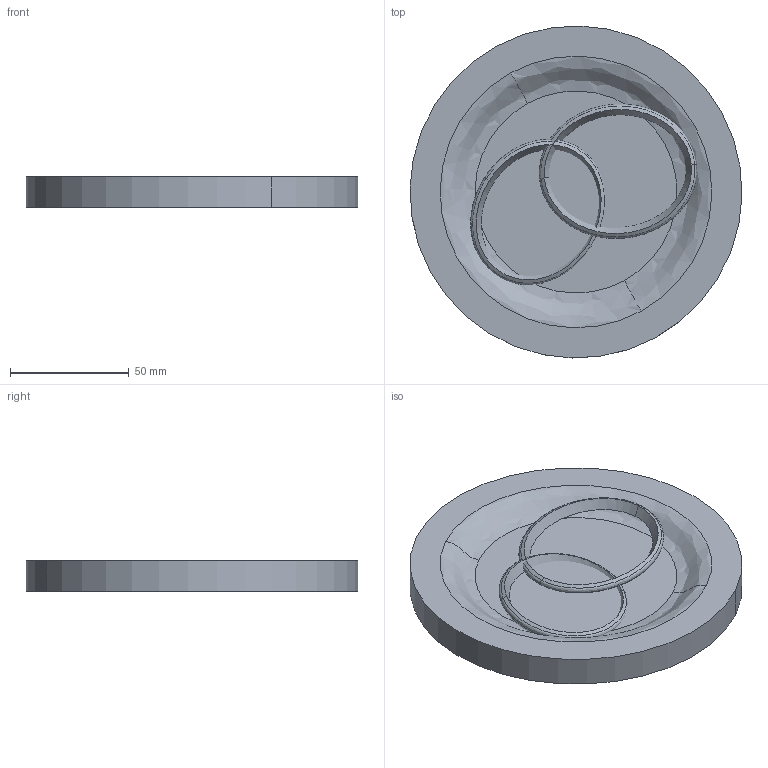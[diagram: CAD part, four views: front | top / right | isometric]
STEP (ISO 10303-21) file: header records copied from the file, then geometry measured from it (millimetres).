
FILE_DESCRIPTION(('CATIA V5 STEP Exchange'),'2;1');
FILE_NAME('AR Plate HalfSize.stp','2020-02-04T16:23:05+00:00',('none'),('none'),'CATIA Version 5 Release 16 (IN-10)','CATIA V5 STEP AP203','none');
FILE_SCHEMA(('CONFIG_CONTROL_DESIGN'));
Length unit declared in the file: millimetre
Products named in the file (1): AndrewRebecca Plate_AllCATPart
Bounding box: 139.66 x 139.66 x 12.72 mm (x, y, z)
Volume: 150150.1 mm3; surface area: 42164 mm2
Topology: 3 solids, 3 shells, 27 faces, 52 edges, 28 vertices
Faces by surface type: bspline 20, plane 3, cylinder 2, revolution 2
Entity records: 3298 total; most frequent: CARTESIAN_POINT 2862, ORIENTED_EDGE 104, EDGE_CURVE 52, B_SPLINE_CURVE_WITH_KNOTS 44, EDGE_LOOP 28, VERTEX_POINT 28, ADVANCED_FACE 27, FACE_OUTER_BOUND 27
